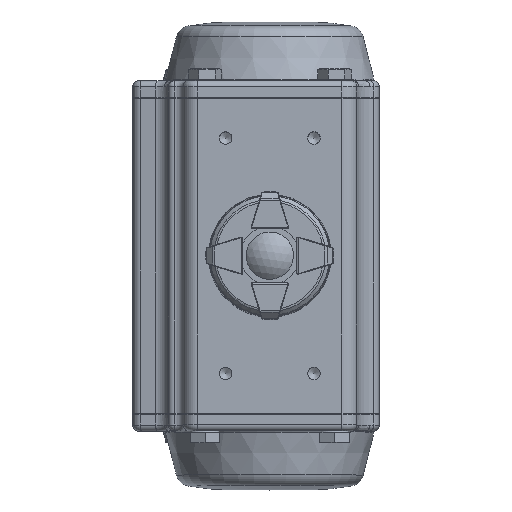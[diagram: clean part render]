
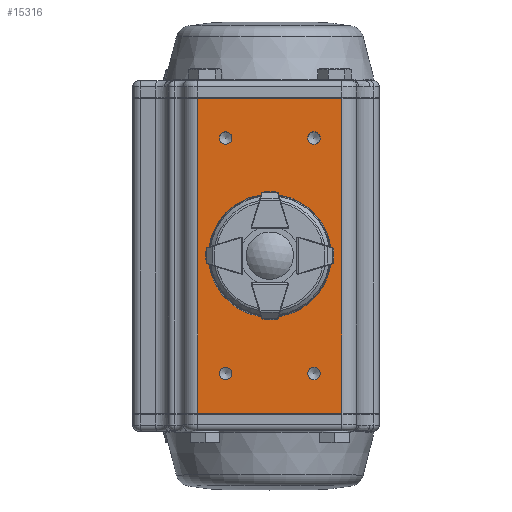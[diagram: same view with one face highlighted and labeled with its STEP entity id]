
A CAD part, top view. The second image highlights one B-rep face of the part: STEP entity #15316.
In plain terms, the highlighted face is planar.
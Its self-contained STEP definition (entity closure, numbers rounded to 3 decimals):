
#896=CIRCLE('',#16441,2.1);
#898=CIRCLE('',#16445,2.1);
#900=CIRCLE('',#16449,2.1);
#902=CIRCLE('',#16453,2.1);
#904=CIRCLE('',#16456,12.45);
#3316=ORIENTED_EDGE('',*,*,#6466,.F.);
#3317=ORIENTED_EDGE('',*,*,#6561,.F.);
#3318=ORIENTED_EDGE('',*,*,#6528,.T.);
#3319=ORIENTED_EDGE('',*,*,#6562,.T.);
#3320=ORIENTED_EDGE('',*,*,#6423,.T.);
#3321=ORIENTED_EDGE('',*,*,#6421,.F.);
#3322=ORIENTED_EDGE('',*,*,#6419,.F.);
#3323=ORIENTED_EDGE('',*,*,#6417,.F.);
#3324=ORIENTED_EDGE('',*,*,#6415,.F.);
#6415=EDGE_CURVE('',#8267,#8267,#896,.T.);
#6417=EDGE_CURVE('',#8270,#8270,#898,.T.);
#6419=EDGE_CURVE('',#8273,#8273,#900,.T.);
#6421=EDGE_CURVE('',#8276,#8276,#902,.T.);
#6423=EDGE_CURVE('',#8278,#8278,#904,.T.);
#6466=EDGE_CURVE('',#8310,#8311,#9490,.T.);
#6528=EDGE_CURVE('',#8373,#8372,#9516,.T.);
#6561=EDGE_CURVE('',#8373,#8310,#9532,.T.);
#6562=EDGE_CURVE('',#8372,#8311,#9533,.T.);
#8267=VERTEX_POINT('',#23563);
#8270=VERTEX_POINT('',#23570);
#8273=VERTEX_POINT('',#23577);
#8276=VERTEX_POINT('',#23584);
#8278=VERTEX_POINT('',#23589);
#8310=VERTEX_POINT('',#23675);
#8311=VERTEX_POINT('',#23677);
#8372=VERTEX_POINT('',#23800);
#8373=VERTEX_POINT('',#23802);
#9490=LINE('',#23676,#10503);
#9516=LINE('',#23801,#10529);
#9532=LINE('',#23866,#10545);
#9533=LINE('',#23868,#10546);
#10503=VECTOR('',#19073,1000.);
#10529=VECTOR('',#19173,1000.);
#10545=VECTOR('',#19231,1000.);
#10546=VECTOR('',#19234,1000.);
#11556=EDGE_LOOP('',(#3316,#3317,#3318,#3319));
#11557=EDGE_LOOP('',(#3320));
#11558=EDGE_LOOP('',(#3321));
#11559=EDGE_LOOP('',(#3322));
#11560=EDGE_LOOP('',(#3323));
#11561=EDGE_LOOP('',(#3324));
#12647=FACE_BOUND('',#11556,.T.);
#12648=FACE_BOUND('',#11557,.T.);
#12649=FACE_BOUND('',#11558,.T.);
#12650=FACE_BOUND('',#11559,.T.);
#12651=FACE_BOUND('',#11560,.T.);
#12652=FACE_BOUND('',#11561,.T.);
#13454=PLANE('',#16582);
#15316=ADVANCED_FACE('',(#12647,#12648,#12649,#12650,#12651,#12652),#13454,
 .T.);
#16441=AXIS2_PLACEMENT_3D('',#23562,#18958,#18959);
#16445=AXIS2_PLACEMENT_3D('',#23569,#18966,#18967);
#16449=AXIS2_PLACEMENT_3D('',#23576,#18974,#18975);
#16453=AXIS2_PLACEMENT_3D('',#23583,#18982,#18983);
#16456=AXIS2_PLACEMENT_3D('',#23588,#18988,#18989);
#16582=AXIS2_PLACEMENT_3D('',#24004,#19375,#19376);
#18958=DIRECTION('',(0.,1.,0.));
#18959=DIRECTION('',(0.,0.,1.));
#18966=DIRECTION('',(0.,1.,0.));
#18967=DIRECTION('',(0.,0.,1.));
#18974=DIRECTION('',(0.,1.,0.));
#18975=DIRECTION('',(0.,0.,1.));
#18982=DIRECTION('',(0.,1.,0.));
#18983=DIRECTION('',(0.,0.,1.));
#18988=DIRECTION('',(0.,-1.,0.));
#18989=DIRECTION('',(0.,0.,1.));
#19073=DIRECTION('',(1.,0.,0.));
#19173=DIRECTION('',(1.,0.,0.));
#19231=DIRECTION('',(0.,0.,-1.));
#19234=DIRECTION('',(0.,0.,-1.));
#19375=DIRECTION('',(0.,1.,0.));
#19376=DIRECTION('',(1.,0.,0.));
#23562=CARTESIAN_POINT('',(-15.,42.35,40.));
#23563=CARTESIAN_POINT('',(-15.,42.35,42.1));
#23569=CARTESIAN_POINT('',(15.,42.35,40.));
#23570=CARTESIAN_POINT('',(15.,42.35,42.1));
#23576=CARTESIAN_POINT('',(15.,42.35,-40.));
#23577=CARTESIAN_POINT('',(15.,42.35,-37.9));
#23583=CARTESIAN_POINT('',(-15.,42.35,-40.));
#23584=CARTESIAN_POINT('',(-15.,42.35,-37.9));
#23588=CARTESIAN_POINT('',(0.,42.35,0.));
#23589=CARTESIAN_POINT('',(0.,42.35,12.45));
#23675=CARTESIAN_POINT('',(-24.5,42.35,-53.5));
#23676=CARTESIAN_POINT('',(-24.5,42.35,-53.5));
#23677=CARTESIAN_POINT('',(24.5,42.35,-53.5));
#23800=CARTESIAN_POINT('',(24.5,42.35,53.5));
#23801=CARTESIAN_POINT('',(-24.5,42.35,53.5));
#23802=CARTESIAN_POINT('',(-24.5,42.35,53.5));
#23866=CARTESIAN_POINT('',(-24.5,42.35,53.5));
#23868=CARTESIAN_POINT('',(24.5,42.35,53.5));
#24004=CARTESIAN_POINT('',(-24.5,42.35,53.5));
